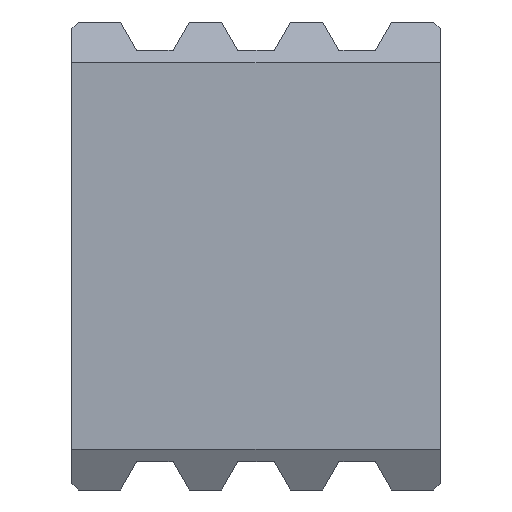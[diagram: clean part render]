
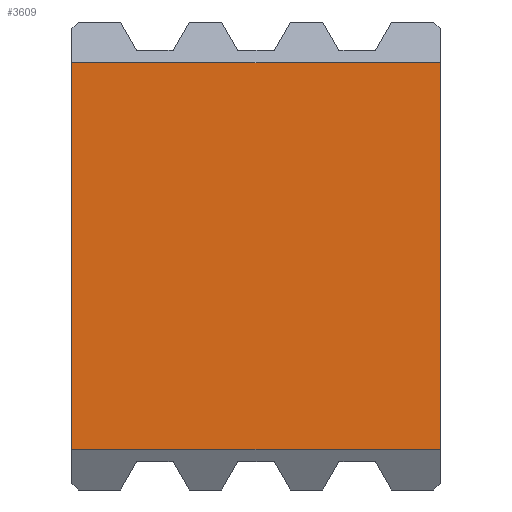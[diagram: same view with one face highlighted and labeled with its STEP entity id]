
A CAD part, front view. The second image highlights one B-rep face of the part: STEP entity #3609.
In plain terms, the highlighted planar face has unit normal (0, -1, 0).
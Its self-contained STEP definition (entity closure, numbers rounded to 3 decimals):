
#332=FACE_OUTER_BOUND('',#535,.T.);
#535=EDGE_LOOP('',(#3223,#3224,#3225,#3226));
#554=LINE('',#4895,#976);
#587=LINE('',#4960,#1009);
#963=LINE('',#5910,#1385);
#964=LINE('',#5911,#1386);
#976=VECTOR('',#3923,10.);
#1009=VECTOR('',#3962,10.);
#1385=VECTOR('',#4860,10.);
#1386=VECTOR('',#4861,10.);
#1396=VERTEX_POINT('',#4892);
#1397=VERTEX_POINT('',#4894);
#1426=VERTEX_POINT('',#4959);
#1739=VERTEX_POINT('',#5909);
#1748=EDGE_CURVE('',#1397,#1396,#554,.T.);
#1781=EDGE_CURVE('',#1397,#1426,#587,.T.);
#2247=EDGE_CURVE('',#1739,#1396,#963,.T.);
#2248=EDGE_CURVE('',#1426,#1739,#964,.T.);
#3223=ORIENTED_EDGE('',*,*,#1748,.T.);
#3224=ORIENTED_EDGE('',*,*,#2247,.F.);
#3225=ORIENTED_EDGE('',*,*,#2248,.F.);
#3226=ORIENTED_EDGE('',*,*,#1781,.F.);
#3427=PLANE('',#3901);
#3609=ADVANCED_FACE('',(#332),#3427,.T.);
#3901=AXIS2_PLACEMENT_3D('',#5908,#4858,#4859);
#3923=DIRECTION('',(1.,0.,0.));
#3962=DIRECTION('',(0.,0.,1.));
#4858=DIRECTION('center_axis',(0.,-1.,0.));
#4859=DIRECTION('ref_axis',(0.,0.,-1.));
#4860=DIRECTION('',(0.,0.,-1.));
#4861=DIRECTION('',(1.,0.,0.));
#4892=CARTESIAN_POINT('',(59.,-15.,-62.01));
#4894=CARTESIAN_POINT('',(-59.,-15.,-62.01));
#4895=CARTESIAN_POINT('',(0.,-15.,-62.01));
#4959=CARTESIAN_POINT('',(-59.,-15.,62.01));
#4960=CARTESIAN_POINT('',(-59.,-15.,75.));
#5908=CARTESIAN_POINT('Origin',(0.,-15.,62.01));
#5909=CARTESIAN_POINT('',(59.,-15.,62.01));
#5910=CARTESIAN_POINT('',(59.,-15.,75.));
#5911=CARTESIAN_POINT('',(0.,-15.,62.01));
